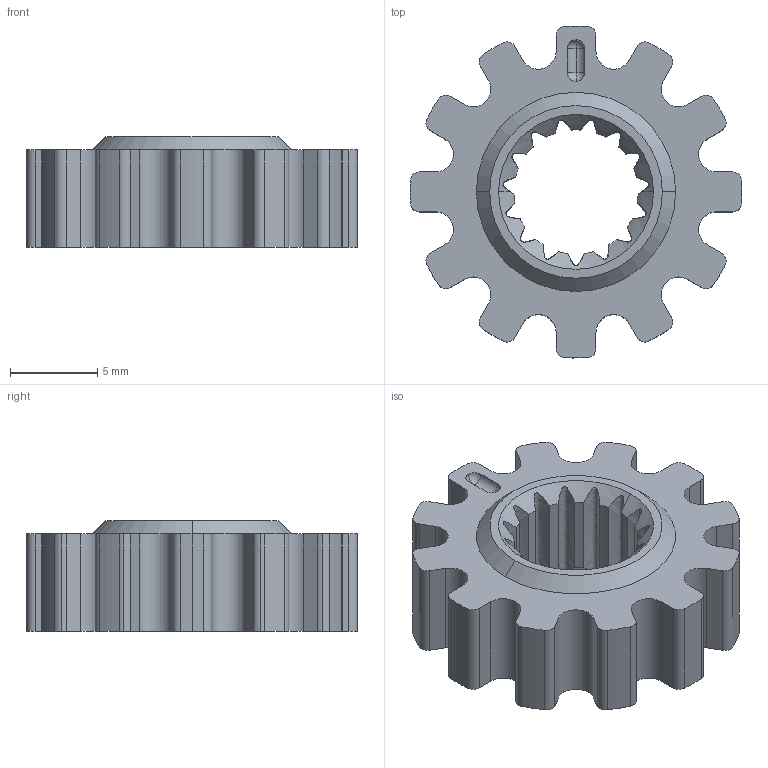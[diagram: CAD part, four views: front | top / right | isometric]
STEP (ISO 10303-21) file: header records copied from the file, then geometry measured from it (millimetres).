
FILE_DESCRIPTION (( 'STEP AP214' ), '1' );
FILE_NAME ('am-5657 Kraken Spline 3D Print Insert.STEP', '2025-06-05T19:27:52', ( '' ), ( '' ), 'SwSTEP 2.0', 'SolidWorks 2024', '' );
FILE_SCHEMA (( 'AUTOMOTIVE_DESIGN' ));
Length unit declared in the file: inch
Products named in the file (1): am-5657 Kraken Spline 3D Print Insert
Bounding box: 19.05 x 19.04 x 6.35 mm (x, y, z)
Volume: 1056.6 mm3; surface area: 1068.1 mm2
Topology: 1 solids, 1 shells, 126 faces, 368 edges, 242 vertices
Faces by surface type: cylinder 74, plane 27, bspline 15, cone 6, sphere 4
Entity records: 5697 total; most frequent: CARTESIAN_POINT 2298, ORIENTED_EDGE 728, DIRECTION 716, EDGE_CURVE 364, AXIS2_PLACEMENT_3D 274, VERTEX_POINT 242, LINE 168, VECTOR 168
